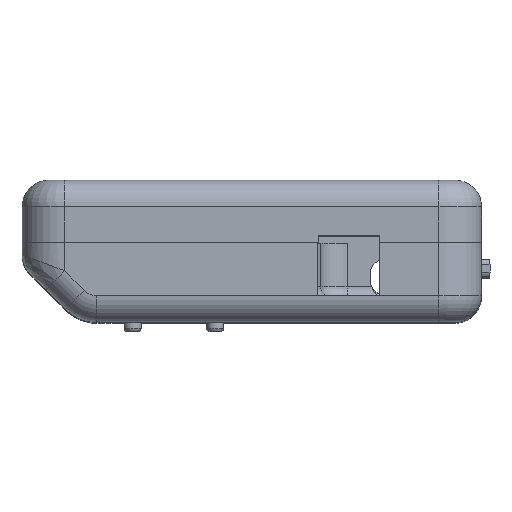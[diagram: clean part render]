
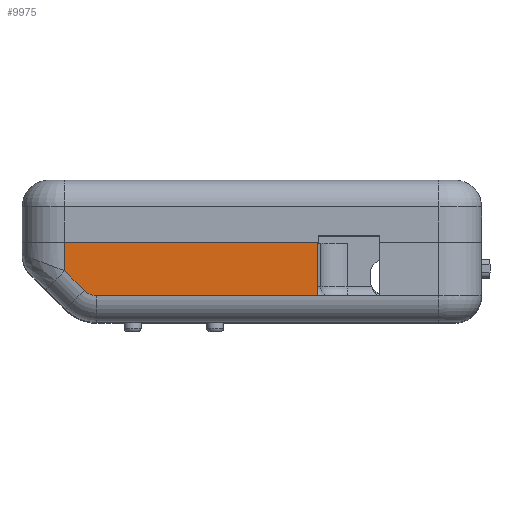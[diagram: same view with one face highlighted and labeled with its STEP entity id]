
A CAD part, top view. The second image highlights one B-rep face of the part: STEP entity #9975.
In plain terms, the highlighted planar face has unit normal (0, 0, 1).
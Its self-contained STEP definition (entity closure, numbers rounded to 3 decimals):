
#9310=CARTESIAN_POINT('',(-5.8,-2.7,82.));
#9311=VERTEX_POINT('',#9310);
#9913=CARTESIAN_POINT('',(12.4,-5.45,82.));
#9914=DIRECTION('',(0.,0.,-1.));
#9915=DIRECTION('',(-1.,0.,0.));
#9916=AXIS2_PLACEMENT_3D('',#9913,#9914,#9915);
#9917=PLANE('',#9916);
#9918=CARTESIAN_POINT('',(-34.3,3.31,82.));
#9919=VERTEX_POINT('',#9918);
#9920=CARTESIAN_POINT('',(-34.3,0.101,82.));
#9921=VERTEX_POINT('',#9920);
#9922=CARTESIAN_POINT('',(-34.3,3.31,82.));
#9923=DIRECTION('',(0.,-1.,0.));
#9924=VECTOR('',#9923,3.209);
#9925=LINE('',#9922,#9924);
#9926=EDGE_CURVE('',#9919,#9921,#9925,.T.);
#9927=ORIENTED_EDGE('',*,*,#9926,.T.);
#9928=CARTESIAN_POINT('',(-32.085,-2.114,82.));
#9929=VERTEX_POINT('',#9928);
#9930=CARTESIAN_POINT('',(-34.3,0.101,82.));
#9931=DIRECTION('',(0.707,-0.707,0.));
#9932=VECTOR('',#9931,3.133);
#9933=LINE('',#9930,#9932);
#9934=EDGE_CURVE('',#9921,#9929,#9933,.T.);
#9935=ORIENTED_EDGE('',*,*,#9934,.T.);
#9936=CARTESIAN_POINT('',(-30.67,-2.7,82.));
#9937=VERTEX_POINT('',#9936);
#9938=CARTESIAN_POINT('',(-30.67,-0.7,82.));
#9939=DIRECTION('',(-0.,-0.,1.));
#9940=DIRECTION('',(-1.,0.,0.));
#9941=AXIS2_PLACEMENT_3D('',#9938,#9939,#9940);
#9942=CIRCLE('',#9941,2.);
#9943=EDGE_CURVE('',#9929,#9937,#9942,.T.);
#9944=ORIENTED_EDGE('',*,*,#9943,.T.);
#9945=CARTESIAN_POINT('',(-30.67,-2.7,82.));
#9946=DIRECTION('',(1.,-0.,-0.));
#9947=VECTOR('',#9946,24.87);
#9948=LINE('',#9945,#9947);
#9949=EDGE_CURVE('',#9937,#9311,#9948,.T.);
#9950=ORIENTED_EDGE('',*,*,#9949,.T.);
#9951=CARTESIAN_POINT('',(-5.8,-1.2,82.));
#9952=VERTEX_POINT('',#9951);
#9953=CARTESIAN_POINT('',(-5.8,-1.2,82.));
#9954=DIRECTION('',(0.,-1.,0.));
#9955=VECTOR('',#9954,1.5);
#9956=LINE('',#9953,#9955);
#9957=EDGE_CURVE('',#9952,#9311,#9956,.T.);
#9958=ORIENTED_EDGE('',*,*,#9957,.F.);
#9959=CARTESIAN_POINT('',(-5.8,3.31,82.));
#9960=VERTEX_POINT('',#9959);
#9961=CARTESIAN_POINT('',(-5.8,-1.2,82.));
#9962=DIRECTION('',(0.,1.,0.));
#9963=VECTOR('',#9962,4.51);
#9964=LINE('',#9961,#9963);
#9965=EDGE_CURVE('',#9952,#9960,#9964,.T.);
#9966=ORIENTED_EDGE('',*,*,#9965,.T.);
#9967=CARTESIAN_POINT('',(-5.8,3.31,82.));
#9968=DIRECTION('',(-1.,0.,0.));
#9969=VECTOR('',#9968,28.5);
#9970=LINE('',#9967,#9969);
#9971=EDGE_CURVE('',#9960,#9919,#9970,.T.);
#9972=ORIENTED_EDGE('',*,*,#9971,.T.);
#9973=EDGE_LOOP('',(#9927,#9935,#9944,#9950,#9958,#9966,#9972));
#9974=FACE_BOUND('',#9973,.T.);
#9975=ADVANCED_FACE('',(#9974),#9917,.F.);
